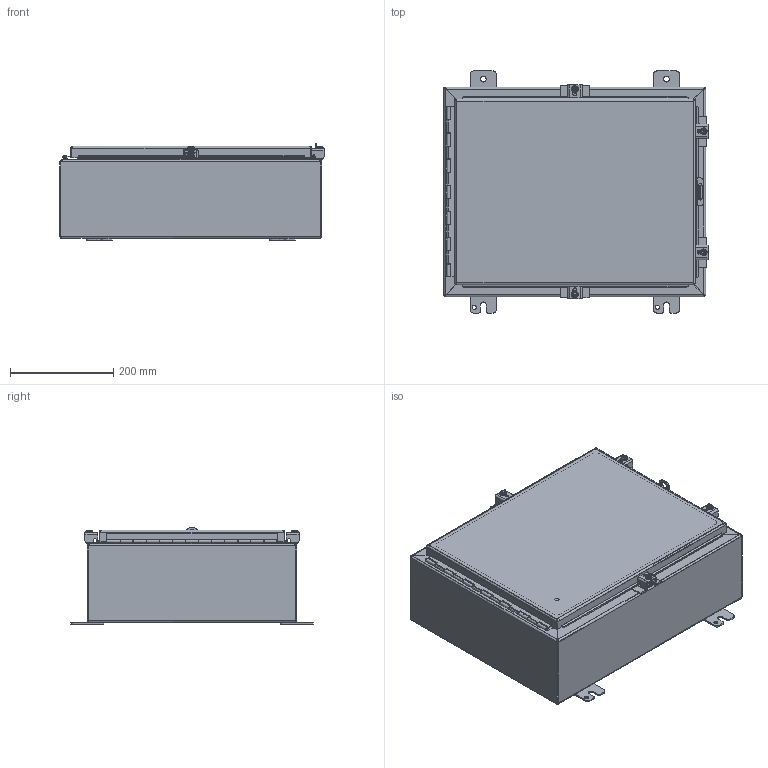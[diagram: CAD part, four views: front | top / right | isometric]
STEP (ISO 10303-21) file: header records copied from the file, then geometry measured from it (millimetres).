
FILE_DESCRIPTION(/* description */ ('MTG FT,N4 & N12,SS,316,2X2.5'),/* implementation_level */ '2;1');
FILE_NAME(/* name */ 'SSN4162006A.stp',/* time_stamp */ '2016-11-07T21:45:42+05:00',/* author */ ('vdas'),/* organization */ ('HUBBELL WIEGMANN'),/* preprocessor_version */ 'ST-DEVELOPER v16.1',/* originating_system */ 'Autodesk Inventor 2016',/* authorisation */ 'MATTHEW SUMMERS');
FILE_SCHEMA (('AUTOMOTIVE_DESIGN { 1 0 10303 214 3 1 1 }'));
Length unit declared in the file: inch
Products named in the file (19): 34839; 38415; SSN4162006ABKP; 3298; 14x18; 38846; SSN41620ALID; 32874-16T; 32874-16L; 32874-16P; 32874-16; 38859; HFW30828 & HFW30829 CLAMP; HFW30828 & HFW30829 SCREW; HFW30828 & HFW30829 WASHER; 30819; HFW30828 & HFW30829 SPRING; HFW30828; SSN4162006A
Assembly tree (30 placements, depth 3):
  SSN4162006A
    34839  x4
    38415
    SSN4162006ABKP
    3298
    14x18
    38846
    SSN41620ALID
    32874-16
      32874-16T
      32874-16L
      32874-16P
    38859  x4
    HFW30828  x4
      HFW30828 & HFW30829 CLAMP
      HFW30828 & HFW30829 SCREW
      HFW30828 & HFW30829 WASHER
      HFW30828 & HFW30829 SPRING
    30819  x4
Bounding box: 512.65 x 469.9 x 186.82 mm (x, y, z)
Volume: 1384935.1 mm3; surface area: 1719161.9 mm2
Topology: 33 solids, 97 shells, 1054 faces, 2715 edges, 1811 vertices
Faces by surface type: plane 531, cylinder 288, bspline 179, cone 46, torus 10
Full cylindrical faces by diameter (mm): 3.048 x1, 3.967 x1, 5.359 x4, 6.35 x1, 7.163 x4, 7.95 x4, 8.382 x8, 8.56 x1, 8.89 x4, 11.125 x4, 12.7 x1, 13.208 x4, 15.875 x8
Entity records: 24860 total; most frequent: CARTESIAN_POINT 9841, ORIENTED_EDGE 2964, DIRECTION 2769, EDGE_CURVE 1512, VERTEX_POINT 970, LINE 949, VECTOR 949, AXIS2_PLACEMENT_3D 910
